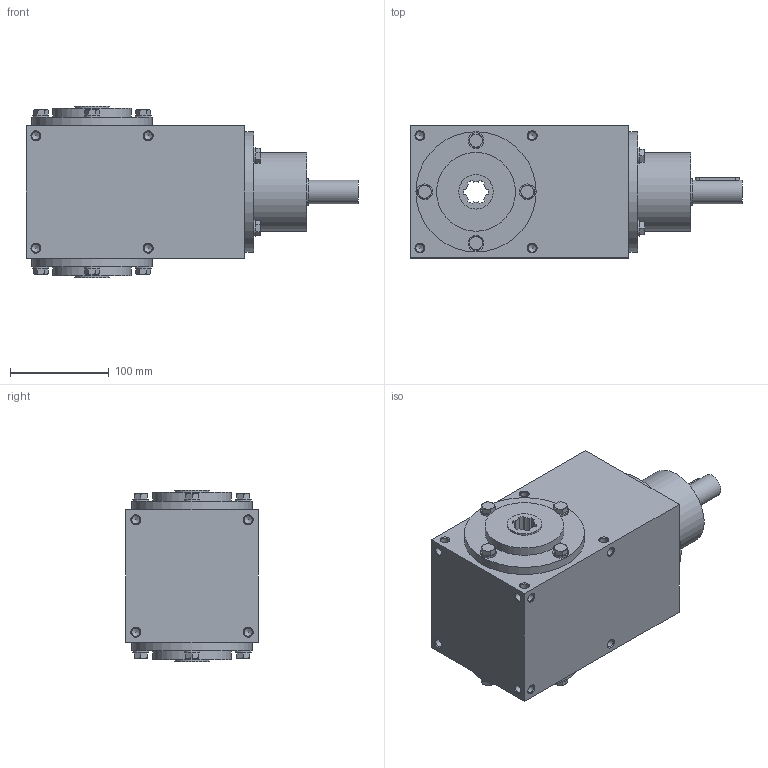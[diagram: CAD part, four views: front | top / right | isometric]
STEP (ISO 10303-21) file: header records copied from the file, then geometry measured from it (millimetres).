
FILE_DESCRIPTION(/* description */ ('STEP AP203'),/* implementation_level */ '2;1');
FILE_NAME(/* name */ 'REB32_R.1_4.5',/* time_stamp */ '2023-01-09T11:52:50+01:00',/* author */ ('License CC BY-ND 4.0'),/* organization */ ('CADENAS'),/* preprocessor_version */ 'ST-DEVELOPER v18.102',/* originating_system */ 'PARTsolutions',/* authorisation */ ' ');
FILE_SCHEMA (('CONFIG_CONTROL_DESIGN'));
Length unit declared in the file: millimetre
Products named in the file (4): REB32_R.1/4.5; REC32-shaft; RC_RR32-screw; REB32-case
Assembly tree (14 placements, depth 2):
  REB32_R.1/4.5
    REC32-shaft
    RC_RR32-screw  x12
    REB32-case
Bounding box: 337 x 134 x 174 mm (x, y, z)
Volume: 4620561.5 mm3; surface area: 244380.4 mm2
Topology: 14 solids, 14 shells, 360 faces, 862 edges, 531 vertices
Faces by surface type: plane 155, cone 114, cylinder 91
Full cylindrical faces by diameter (mm): 6.647 x1, 8.376 x40, 16 x12, 24 x1, 27 x2, 30 x1, 35 x2, 80 x3, 122 x3
Entity records: 6273 total; most frequent: DIRECTION 944, CARTESIAN_POINT 882, ORIENTED_EDGE 702, AXIS2_PLACEMENT_3D 408, EDGE_CURVE 351, FACE_BOUND 317, EDGE_LOOP 296, VERTEX_POINT 280
